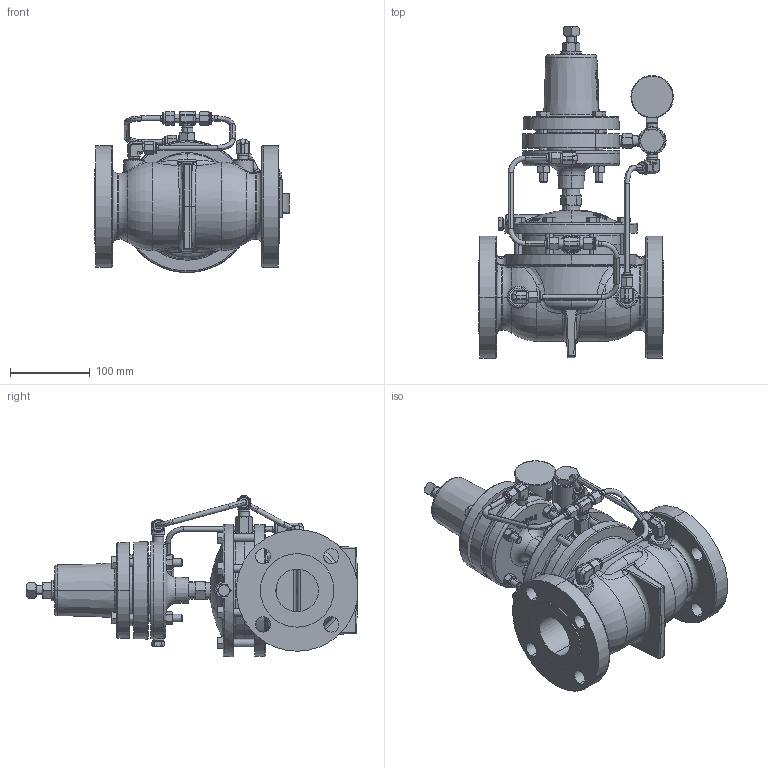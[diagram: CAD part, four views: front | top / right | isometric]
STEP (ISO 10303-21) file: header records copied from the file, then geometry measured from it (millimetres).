
FILE_DESCRIPTION (( 'STEP AP203' ), '1' );
FILE_NAME ('2 INCH 227 FGT BP-NV-S (AGF).STEP', '2018-09-05T14:17:05', ( '' ), ( '' ), 'SwSTEP 2.0', 'SolidWorks 2018', '' );
FILE_SCHEMA (( 'CONFIG_CONTROL_DESIGN' ));
Products named in the file (1): 2 INCH 227 FGT BP-NV-S (AGF)
Bounding box: 243.83 x 415.89 x 202.08 mm (x, y, z)
Volume: 3914367.8 mm3; surface area: 424102.7 mm2
Topology: 1 solids, 1 shells, 1998 faces, 4949 edges, 3050 vertices
Faces by surface type: plane 654, bspline 432, cylinder 385, cone 364, torus 108, sphere 55
Entity records: 84829 total; most frequent: CARTESIAN_POINT 41295, ORIENTED_EDGE 9834, DIRECTION 8015, EDGE_CURVE 4917, AXIS2_PLACEMENT_3D 3288, VERTEX_POINT 3049, EDGE_LOOP 2180, FACE_OUTER_BOUND 1998
